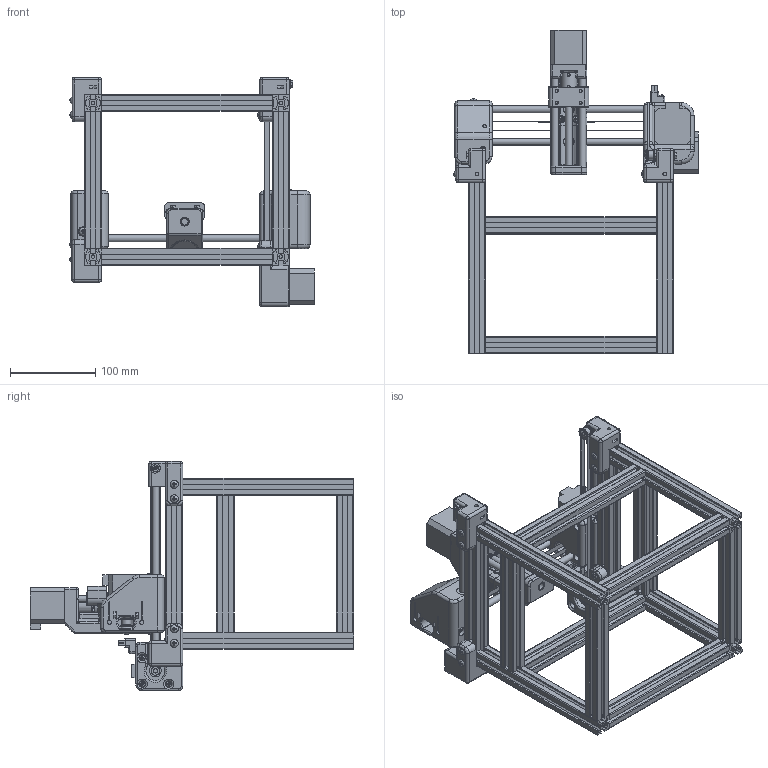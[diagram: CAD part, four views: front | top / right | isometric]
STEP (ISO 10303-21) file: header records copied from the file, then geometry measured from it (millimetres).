
FILE_DESCRIPTION(/* description */ (''),/* implementation_level */ '2;1');
FILE_NAME(/* name */ 'ASM_XY_ROBOT.step',/* time_stamp */ '2021-02-05T14:29:09+09:00',/* author */ (''),/* organization */ (''),/* preprocessor_version */ 'ST-DEVELOPER v18.1',/* originating_system */ 'Autodesk Translation Framework v9.7.1.1290',/* authorisation */ '');
FILE_SCHEMA (('AUTOMOTIVE_DESIGN { 1 0 10303 214 3 1 1 }'));
Products named in the file (40): ASM_XY_ROBOT; X_AXIS_MODEL; X_SHAFT; X_MOTOR_BRACKET; X_END; SENSOR_MODEL; Z_AXIS; ASM_Z_SLIDER_MODEL; SCREW_NUT; HEAD_SLIDER; M3x16; HEAD; SHAFT2; BUSH; BELT_CLAMP; SCREW_SHAFT; 80F-0810; COUPLING; M3_NUT; X_BELT; Y_AXIS_MODEL; Y_END; SENSOR_1_MODEL; ITR9608-F; SENSOR_BRACKET; Y_END2; NEMA17; Y_BELT; PULLEY; Y_MOTOR_BRACKET; M3x12; FRAME; FRAME2; IDLER; M4x20; T_NUT_SS_M5; M4x30; M4_NUT; Y_SHAFT; WASHER
Assembly tree (124 placements, depth 5):
  ASM_XY_ROBOT
    X_AXIS_MODEL
      PULLEY
      NEMA17
      X_SHAFT  x2
      M3x12  x10
      X_MOTOR_BRACKET
      X_END
      BUSH  x4
      SENSOR_MODEL
        ITR9608-F
        SENSOR_BRACKET
        M3x12  x2
      Z_AXIS
        ASM_Z_SLIDER_MODEL
          SCREW_NUT
          HEAD_SLIDER
          80F-0810  x4
          M3_NUT  x8
          M3x16  x4
        HEAD
        SHAFT2  x2
        BUSH  x2
        M3x12  x4
        BELT_CLAMP
        NEMA17
        SCREW_SHAFT
        80F-0810
        COUPLING
        M3_NUT  x4
      IDLER
      X_BELT
      M4x20
      M4_NUT  x2
      M4x30  x2
    Y_AXIS_MODEL
      M4x20  x8
      Y_END  x2
      SENSOR_1_MODEL
        ITR9608-F
        SENSOR_BRACKET
        M3x12  x2
      T_NUT_SS_M5  x8
      Y_END2
      M3x12  x4
      FRAME  x10
      NEMA17
      Y_BELT
      PULLEY
      Y_MOTOR_BRACKET
      FRAME2  x4
      IDLER
      M4x30
      M4_NUT
      Y_SHAFT  x2
      WASHER
Bounding box: 286.16 x 378.5 x 268.61 mm (x, y, z)
Volume: 1374563.5 mm3; surface area: 737454.2 mm2
Topology: 118 solids, 118 shells, 3690 faces, 9731 edges, 6355 vertices
Faces by surface type: plane 2318, cylinder 1090, bspline 96, torus 78, cone 60, sphere 48
Full cylindrical faces by diameter (mm): 2.529 x12, 2.6 x11, 3 x39, 3.5 x14, 3.6 x4, 3.7 x4, 3.8 x8, 4 x34, 4.2 x20, 4.234 x8, 5 x13, 5.1 x1, 7 x2, 8 x28, 8.2 x1, 8.3 x2, 8.6 x7, 10 x6, 10.1 x2, 10.19 x4, 10.2 x3, 10.6 x1, 11 x2, 12 x3, 14 x8, 15 x11, 15.2 x2, 15.5 x4, 17 x1, 19 x1
Entity records: 66806 total; most frequent: CARTESIAN_POINT 16927, DIRECTION 10707, ORIENTED_EDGE 9956, EDGE_CURVE 4978, AXIS2_PLACEMENT_3D 4002, VERTEX_POINT 3217, LINE 2703, VECTOR 2703
